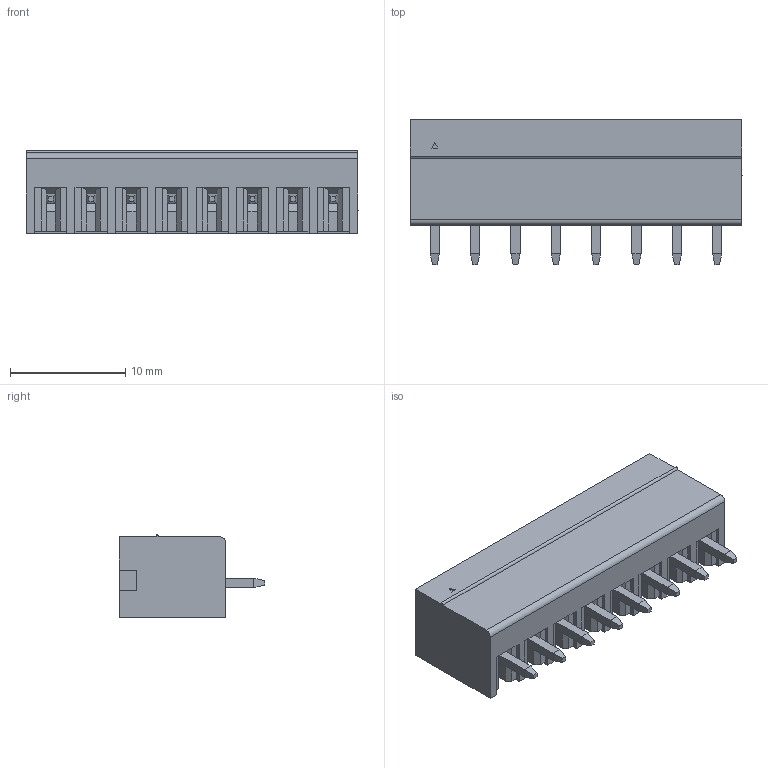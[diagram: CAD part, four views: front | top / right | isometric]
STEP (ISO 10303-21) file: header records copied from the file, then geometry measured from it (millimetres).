
FILE_DESCRIPTION (( 'STEP AP214' ), '1' );
FILE_NAME ('15EDGVC-3.5-08P-14-00AH.STEP', '2021-01-29T05:20:46', ( '' ), ( '' ), 'SwSTEP 2.0', 'SolidWorks 2020', '' );
FILE_SCHEMA (( 'AUTOMOTIVE_DESIGN' ));
Length unit declared in the file: millimetre
Products named in the file (1): 15EDGVC-3.5-08P-14-00AH
Bounding box: 28.8 x 12.6 x 7.2 mm (x, y, z)
Volume: 811 mm3; surface area: 2847.8 mm2
Topology: 1 solids, 1 shells, 876 faces, 2322 edges, 1500 vertices
Faces by surface type: plane 690, bspline 136, cylinder 26, torus 16, cone 8
Entity records: 38157 total; most frequent: CARTESIAN_POINT 12819, ORIENTED_EDGE 4644, DIRECTION 3608, EDGE_CURVE 2322, LINE 1942, VECTOR 1942, VERTEX_POINT 1500, EDGE_LOOP 928
